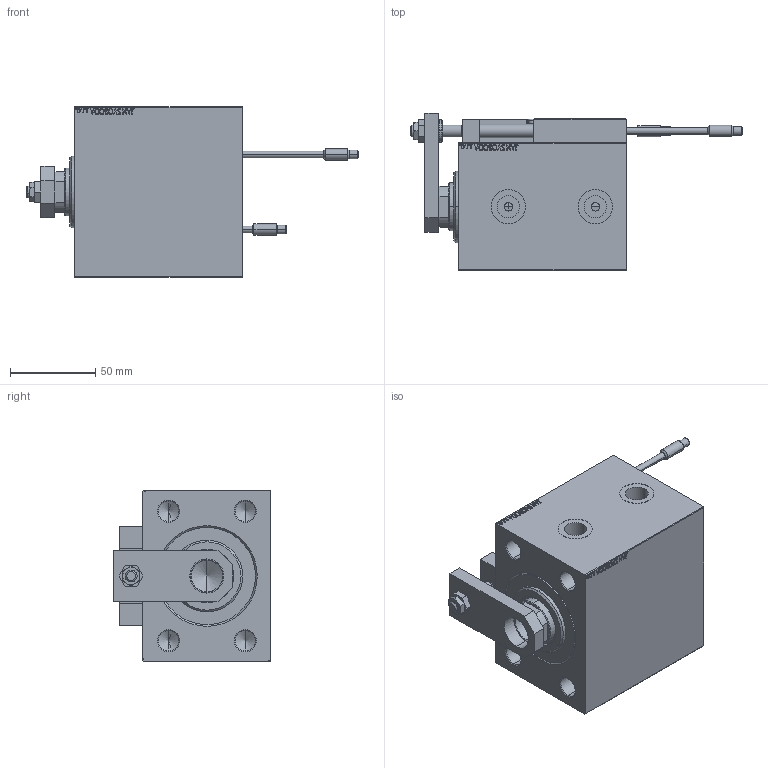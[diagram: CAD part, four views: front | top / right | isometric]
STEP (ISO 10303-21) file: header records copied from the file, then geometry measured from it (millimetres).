
FILE_DESCRIPTION (( 'STEP AP203' ), '1' );
FILE_NAME ('4f89.STEP', '2021-03-18T19:25:39', ( '' ), ( '' ), 'SwSTEP 2.0', 'SolidWorks 2019', '' );
FILE_SCHEMA (( 'CONFIG_CONTROL_DESIGN' ));
Length unit declared in the file: millimetre
Products named in the file (16): SWITCH DIM B,W 1e2f9849de50366506f11bb4abe13b37; V450CM_VC_B 1e2f9849de50366506f11bb4abe13b37; KONCOVKA_Y 1e2f9849de50366506f11bb4abe13b37; V450CM_B 1e2f9849de50366506f11bb4abe13b37; Block 1e2f9849de50366506f11bb4abe13b37; ZARAZKA 1e2f9849de50366506f11bb4abe13b37; SWITCH X 1e2f9849de50366506f11bb4abe13b37; NUT_D12 1e2f9849de50366506f11bb4abe13b37; SWITCH_X_FRONT_BACK 1e2f9849de50366506f11bb4abe13b37; NUT_D10 1e2f9849de50366506f11bb4abe13b37; TYC_L79 1e2f9849de50366506f11bb4abe13b37; 4f89; MAGNET 1e2f9849de50366506f11bb4abe13b37; ALLEN BOLT D5 1e2f9849de50366506f11bb4abe13b37; V450CM_B_VCP 1e2f9849de50366506f11bb4abe13b37; ALLEN BOLT D8 1e2f9849de50366506f11bb4abe13b37
Assembly tree (25 placements, depth 3):
  4f89
    V450CM_B 1e2f9849de50366506f11bb4abe13b37
    V450CM_B_VCP 1e2f9849de50366506f11bb4abe13b37
    SWITCH X 1e2f9849de50366506f11bb4abe13b37
      SWITCH_X_FRONT_BACK 1e2f9849de50366506f11bb4abe13b37  x2
      TYC_L79 1e2f9849de50366506f11bb4abe13b37
      Block 1e2f9849de50366506f11bb4abe13b37  x2
      ALLEN BOLT D5 1e2f9849de50366506f11bb4abe13b37  x4
      ALLEN BOLT D8 1e2f9849de50366506f11bb4abe13b37  x4
      MAGNET 1e2f9849de50366506f11bb4abe13b37  x2
      KONCOVKA_Y 1e2f9849de50366506f11bb4abe13b37  x2
    NUT_D10 1e2f9849de50366506f11bb4abe13b37
    NUT_D12 1e2f9849de50366506f11bb4abe13b37
    SWITCH DIM B,W 1e2f9849de50366506f11bb4abe13b37
    ZARAZKA 1e2f9849de50366506f11bb4abe13b37
    V450CM_VC_B 1e2f9849de50366506f11bb4abe13b37
Bounding box: 194.7 x 92.5 x 100 mm (x, y, z)
Volume: 732169 mm3; surface area: 127062.8 mm2
Topology: 24 solids, 24 shells, 1357 faces, 3242 edges, 2050 vertices
Faces by surface type: plane 568, bspline 380, cylinder 204, cone 153, torus 48, sphere 4
Entity records: 52249 total; most frequent: CARTESIAN_POINT 26522, ORIENTED_EDGE 5428, DIRECTION 3753, EDGE_CURVE 2714, VERTEX_POINT 1762, VECTOR 1551, LINE 1551, EDGE_LOOP 1258
